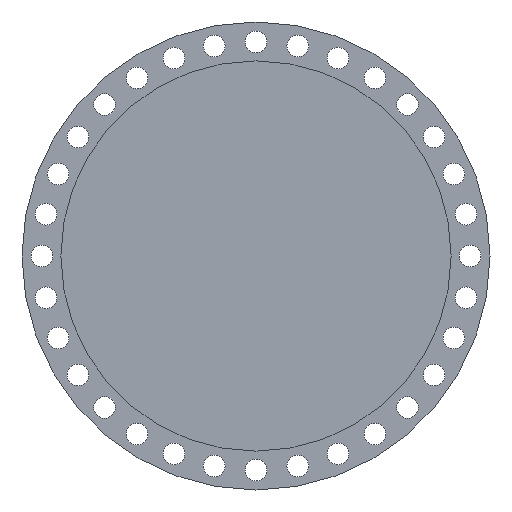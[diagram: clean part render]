
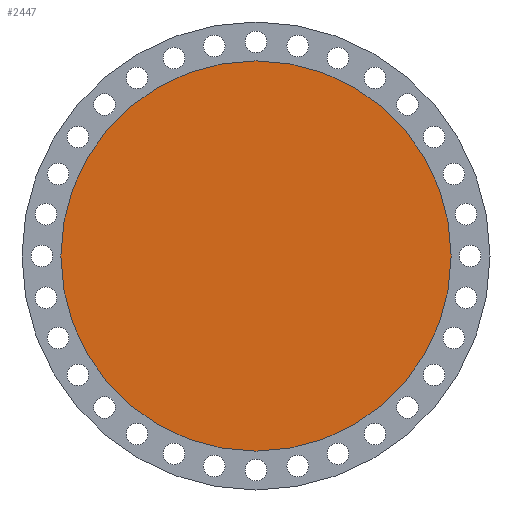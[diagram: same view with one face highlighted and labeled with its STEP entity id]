
A CAD part, left-side view. The second image highlights one B-rep face of the part: STEP entity #2447.
In plain terms, the highlighted planar face has unit normal (-1, 0, 0).
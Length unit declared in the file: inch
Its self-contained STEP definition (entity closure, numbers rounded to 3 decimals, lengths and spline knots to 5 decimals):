
#24 = FACE_OUTER_BOUND ( 'NONE', #1596, .T. ) ;
#224 = VERTEX_POINT ( 'NONE', #1643 ) ;
#411 = ORIENTED_EDGE ( 'NONE', *, *, #2597, .T. ) ;
#440 = PLANE ( 'NONE',  #2090 ) ;
#538 = DIRECTION ( 'NONE',  ( 0., 0., 1. ) ) ;
#545 = DIRECTION ( 'NONE',  ( 0., 0., 1. ) ) ;
#550 = CARTESIAN_POINT ( 'NONE',  ( 0., 0., 28.25 ) ) ;
#593 = EDGE_CURVE ( 'NONE', #596, #224, #2159, .T. ) ;
#596 = VERTEX_POINT ( 'NONE', #550 ) ;
#746 = CARTESIAN_POINT ( 'NONE',  ( 0., 0., 0. ) ) ;
#842 = CARTESIAN_POINT ( 'NONE',  ( 0., 0., 0. ) ) ;
#914 = AXIS2_PLACEMENT_3D ( 'NONE', #746, #2354, #545 ) ;
#971 = DIRECTION ( 'NONE',  ( -1., 0., 0. ) ) ;
#1038 = CIRCLE ( 'NONE', #914, 28.25 ) ;
#1596 = EDGE_LOOP ( 'NONE', ( #1928, #411 ) ) ;
#1638 = DIRECTION ( 'NONE',  ( 0., 0., 1. ) ) ;
#1643 = CARTESIAN_POINT ( 'NONE',  ( 0., 0., -28.25 ) ) ;
#1928 = ORIENTED_EDGE ( 'NONE', *, *, #593, .T. ) ;
#1934 = CARTESIAN_POINT ( 'NONE',  ( 0., 0., 0. ) ) ;
#2047 = DIRECTION ( 'NONE',  ( -1., 0., 0. ) ) ;
#2090 = AXIS2_PLACEMENT_3D ( 'NONE', #842, #2047, #1638 ) ;
#2159 = CIRCLE ( 'NONE', #2291, 28.25 ) ;
#2291 = AXIS2_PLACEMENT_3D ( 'NONE', #1934, #971, #538 ) ;
#2354 = DIRECTION ( 'NONE',  ( -1., 0., 0. ) ) ;
#2447 = ADVANCED_FACE ( 'NONE', ( #24 ), #440, .T. ) ;
#2597 = EDGE_CURVE ( 'NONE', #224, #596, #1038, .T. ) ;
